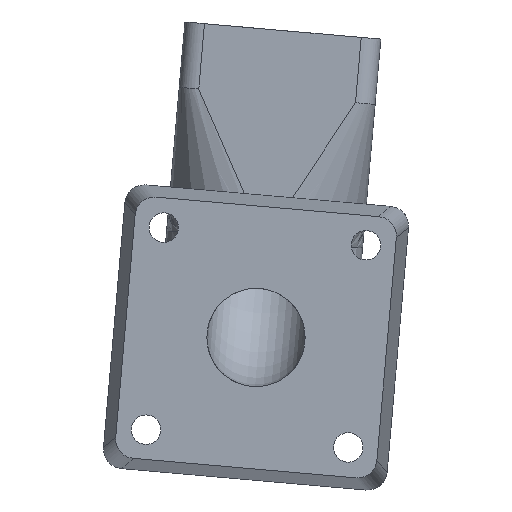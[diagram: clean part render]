
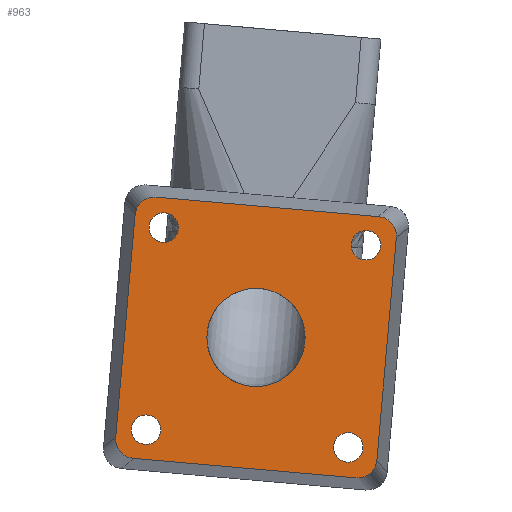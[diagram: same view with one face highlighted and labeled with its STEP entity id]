
A CAD part, front view. The second image highlights one B-rep face of the part: STEP entity #963.
In plain terms, the highlighted planar face has unit normal (0, -1, 0).
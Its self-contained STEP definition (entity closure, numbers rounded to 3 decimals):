
#45=FACE_BOUND('',#198,.T.);
#46=FACE_BOUND('',#199,.T.);
#47=FACE_BOUND('',#200,.T.);
#48=FACE_BOUND('',#201,.T.);
#49=FACE_BOUND('',#202,.T.);
#68=ELLIPSE('',#1076,3.073,3.);
#69=ELLIPSE('',#1079,3.073,3.);
#70=ELLIPSE('',#1081,3.073,3.);
#71=ELLIPSE('',#1082,3.073,3.);
#83=PLANE('',#1080);
#127=FACE_OUTER_BOUND('',#197,.T.);
#197=EDGE_LOOP('',(#749,#750,#751,#752,#753,#754,#755,#756));
#198=EDGE_LOOP('',(#757));
#199=EDGE_LOOP('',(#758));
#200=EDGE_LOOP('',(#759));
#201=EDGE_LOOP('',(#760));
#202=EDGE_LOOP('',(#761));
#269=LINE('',#1700,#324);
#273=LINE('',#1709,#328);
#275=LINE('',#1716,#330);
#276=LINE('',#1720,#331);
#324=VECTOR('',#1278,10.);
#328=VECTOR('',#1288,10.);
#330=VECTOR('',#1296,10.);
#331=VECTOR('',#1299,10.);
#396=CIRCLE('',#1083,2.25);
#397=CIRCLE('',#1084,2.25);
#398=CIRCLE('',#1085,2.25);
#399=CIRCLE('',#1086,2.25);
#400=CIRCLE('',#1087,7.5);
#458=VERTEX_POINT('',#1697);
#459=VERTEX_POINT('',#1699);
#460=VERTEX_POINT('',#1703);
#461=VERTEX_POINT('',#1707);
#462=VERTEX_POINT('',#1711);
#463=VERTEX_POINT('',#1715);
#464=VERTEX_POINT('',#1717);
#465=VERTEX_POINT('',#1719);
#466=VERTEX_POINT('',#1722);
#467=VERTEX_POINT('',#1724);
#468=VERTEX_POINT('',#1726);
#469=VERTEX_POINT('',#1728);
#470=VERTEX_POINT('',#1730);
#560=EDGE_CURVE('',#458,#459,#269,.T.);
#563=EDGE_CURVE('',#460,#458,#68,.T.);
#565=EDGE_CURVE('',#461,#460,#273,.T.);
#567=EDGE_CURVE('',#462,#461,#69,.T.);
#568=EDGE_CURVE('',#463,#462,#275,.T.);
#569=EDGE_CURVE('',#464,#463,#70,.T.);
#570=EDGE_CURVE('',#465,#464,#276,.T.);
#571=EDGE_CURVE('',#459,#465,#71,.T.);
#572=EDGE_CURVE('',#466,#466,#396,.T.);
#573=EDGE_CURVE('',#467,#467,#397,.T.);
#574=EDGE_CURVE('',#468,#468,#398,.T.);
#575=EDGE_CURVE('',#469,#469,#399,.T.);
#576=EDGE_CURVE('',#470,#470,#400,.T.);
#749=ORIENTED_EDGE('',*,*,#563,.F.);
#750=ORIENTED_EDGE('',*,*,#565,.F.);
#751=ORIENTED_EDGE('',*,*,#567,.F.);
#752=ORIENTED_EDGE('',*,*,#568,.F.);
#753=ORIENTED_EDGE('',*,*,#569,.F.);
#754=ORIENTED_EDGE('',*,*,#570,.F.);
#755=ORIENTED_EDGE('',*,*,#571,.F.);
#756=ORIENTED_EDGE('',*,*,#560,.F.);
#757=ORIENTED_EDGE('',*,*,#572,.T.);
#758=ORIENTED_EDGE('',*,*,#573,.T.);
#759=ORIENTED_EDGE('',*,*,#574,.T.);
#760=ORIENTED_EDGE('',*,*,#575,.T.);
#761=ORIENTED_EDGE('',*,*,#576,.T.);
#963=ADVANCED_FACE('',(#127,#45,#46,#47,#48,#49),#83,.F.);
#1076=AXIS2_PLACEMENT_3D('',#1705,#1283,#1284);
#1079=AXIS2_PLACEMENT_3D('',#1713,#1292,#1293);
#1080=AXIS2_PLACEMENT_3D('',#1714,#1294,#1295);
#1081=AXIS2_PLACEMENT_3D('',#1718,#1297,#1298);
#1082=AXIS2_PLACEMENT_3D('',#1721,#1300,#1301);
#1083=AXIS2_PLACEMENT_3D('',#1723,#1302,#1303);
#1084=AXIS2_PLACEMENT_3D('',#1725,#1304,#1305);
#1085=AXIS2_PLACEMENT_3D('',#1727,#1306,#1307);
#1086=AXIS2_PLACEMENT_3D('',#1729,#1308,#1309);
#1087=AXIS2_PLACEMENT_3D('',#1731,#1310,#1311);
#1278=DIRECTION('',(-0.087,0.,-0.996));
#1283=DIRECTION('center_axis',(0.,1.,0.));
#1284=DIRECTION('ref_axis',(0.766,0.,0.643));
#1288=DIRECTION('',(0.996,0.,-0.087));
#1292=DIRECTION('center_axis',(0.,1.,0.));
#1293=DIRECTION('ref_axis',(-0.643,0.,0.766));
#1294=DIRECTION('center_axis',(0.,1.,0.));
#1295=DIRECTION('ref_axis',(0.766,0.,0.643));
#1296=DIRECTION('',(0.087,0.,0.996));
#1297=DIRECTION('center_axis',(0.,1.,0.));
#1298=DIRECTION('ref_axis',(-0.766,0.,-0.643));
#1299=DIRECTION('',(-0.996,0.,0.087));
#1300=DIRECTION('center_axis',(0.,1.,0.));
#1301=DIRECTION('ref_axis',(0.643,0.,-0.766));
#1302=DIRECTION('center_axis',(0.,1.,0.));
#1303=DIRECTION('ref_axis',(-0.766,0.,-0.643));
#1304=DIRECTION('center_axis',(0.,1.,0.));
#1305=DIRECTION('ref_axis',(-0.766,0.,-0.643));
#1306=DIRECTION('center_axis',(0.,1.,0.));
#1307=DIRECTION('ref_axis',(-0.766,0.,-0.643));
#1308=DIRECTION('center_axis',(0.,1.,0.));
#1309=DIRECTION('ref_axis',(-0.766,0.,-0.643));
#1310=DIRECTION('center_axis',(0.,1.,0.));
#1311=DIRECTION('ref_axis',(-0.766,0.,-0.643));
#1697=CARTESIAN_POINT('',(20.843,0.,8.762));
#1699=CARTESIAN_POINT('',(17.873,0.,-25.181));
#1700=CARTESIAN_POINT('',(20.312,0.,2.692));
#1703=CARTESIAN_POINT('',(18.149,0.,11.973));
#1705=CARTESIAN_POINT('Origin',(17.811,0.,
8.954));
#1707=CARTESIAN_POINT('',(-15.794,0.,14.943));
#1709=CARTESIAN_POINT('',(-9.723,0.,14.412));
#1711=CARTESIAN_POINT('',(-19.005,0.,12.249));
#1713=CARTESIAN_POINT('Origin',(-15.986,0.,
11.911));
#1714=CARTESIAN_POINT('Origin',(-0.566,0.,
-6.466));
#1715=CARTESIAN_POINT('',(-21.974,0.,-21.694));
#1716=CARTESIAN_POINT('',(-21.443,0.,-15.624));
#1717=CARTESIAN_POINT('',(-19.28,0.,-24.905));
#1718=CARTESIAN_POINT('Origin',(-18.943,0.,
-21.886));
#1719=CARTESIAN_POINT('',(14.663,0.,-27.875));
#1720=CARTESIAN_POINT('',(8.592,0.,-27.344));
#1721=CARTESIAN_POINT('Origin',(14.855,0.,
-24.843));
#1722=CARTESIAN_POINT('',(-12.914,0.,11.751));
#1723=CARTESIAN_POINT('Origin',(-14.638,0.,
10.304));
#1724=CARTESIAN_POINT('',(17.928,0.,9.052));
#1725=CARTESIAN_POINT('Origin',(16.205,0.,
7.606));
#1726=CARTESIAN_POINT('',(-15.612,0.,-19.092));
#1727=CARTESIAN_POINT('Origin',(-17.336,0.,
-20.538));
#1728=CARTESIAN_POINT('',(15.23,0.,-21.79));
#1729=CARTESIAN_POINT('Origin',(13.506,0.,
-23.236));
#1730=CARTESIAN_POINT('',(-6.311,0.,-11.287));
#1731=CARTESIAN_POINT('Origin',(-0.566,0.,
-6.466));
